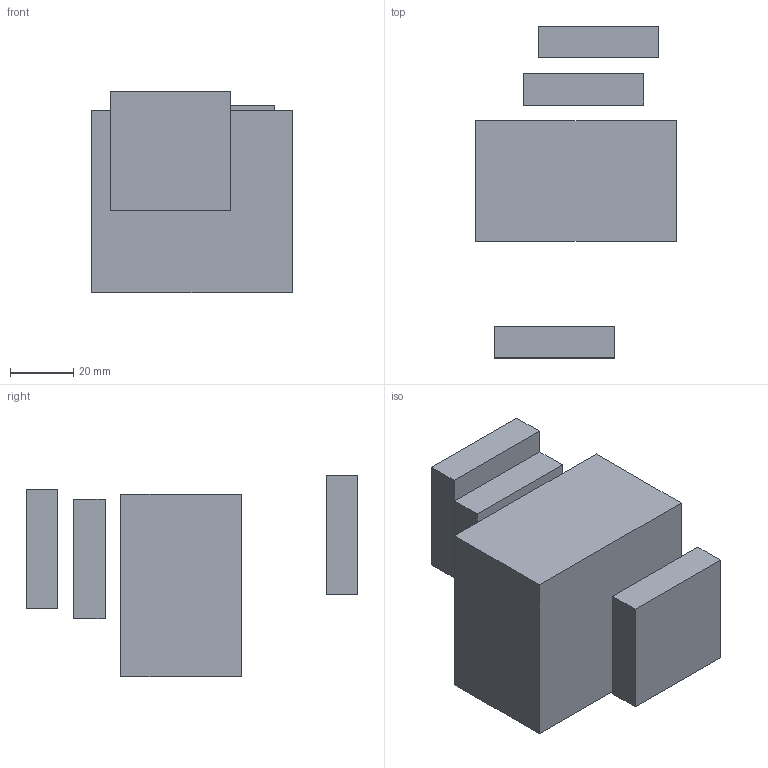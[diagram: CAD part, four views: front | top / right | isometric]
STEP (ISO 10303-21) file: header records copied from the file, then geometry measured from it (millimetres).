
FILE_DESCRIPTION (( 'STEP AP214' ), '1' );
FILE_NAME ('Assem3.STEP', '2018-11-05T15:11:23', ( '' ), ( '' ), 'SwSTEP 2.0', 'SolidWorks 2018', '' );
FILE_SCHEMA (( 'AUTOMOTIVE_DESIGN' ));
Length unit declared in the file: millimetre
Products named in the file (3): Assem3; Part1; Part2
Assembly tree (4 placements, depth 2):
  Assem3
    Part2
    Part1  x3
Bounding box: 63.38 x 104.93 x 63.79 mm (x, y, z)
Volume: 182129 mm3; surface area: 29699 mm2
Topology: 4 solids, 4 shells, 24 faces, 48 edges, 32 vertices
Faces by surface type: plane 24
Entity records: 434 total; most frequent: DIRECTION 62, CARTESIAN_POINT 59, ORIENTED_EDGE 48, VECTOR 24, EDGE_CURVE 24, LINE 24, AXIS2_PLACEMENT_3D 19, VERTEX_POINT 16
